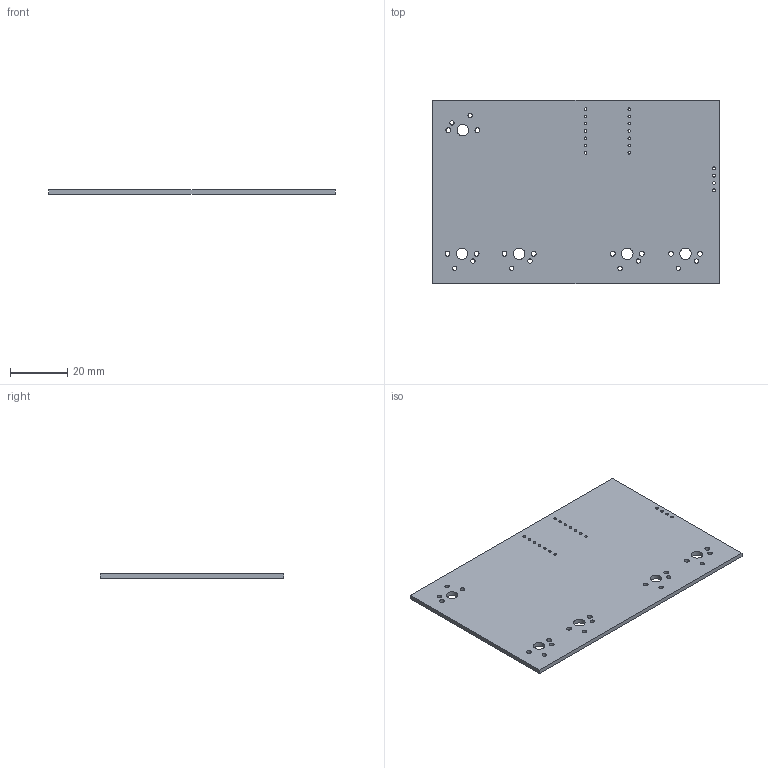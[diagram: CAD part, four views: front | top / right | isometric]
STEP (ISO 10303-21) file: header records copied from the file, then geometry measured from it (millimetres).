
FILE_DESCRIPTION(('KiCad electronic assembly'),'2;1');
FILE_NAME('Macropad.step','2025-12-13T12:24:23',('Pcbnew'),('Kicad'), 'Open CASCADE STEP processor 7.9','KiCad to STEP converter','Unknown' );
FILE_SCHEMA(('AUTOMOTIVE_DESIGN { 1 0 10303 214 1 1 1 1 }'));
Length unit declared in the file: millimetre
Products named in the file (2): Macropad 1; Macropad_PCB
Assembly tree (1 placements, depth 2):
  Macropad 1
    Macropad_PCB
Bounding box: 100 x 63.9 x 1.51 mm (x, y, z)
Volume: 9475.2 mm3; surface area: 13369.6 mm2
Topology: 1 solids, 1 shells, 49 faces, 141 edges, 94 vertices
Faces by surface type: cylinder 43, plane 6
Full cylindrical faces by diameter (mm): 0.889 x14, 1 x4, 1.5 x10, 1.7 x10, 4 x5
Entity records: 1870 total; most frequent: DIRECTION 329, CARTESIAN_POINT 286, ORIENTED_EDGE 282, EDGE_CURVE 141, AXIS2_PLACEMENT_3D 137, FACE_BOUND 135, EDGE_LOOP 135, VERTEX_POINT 94
